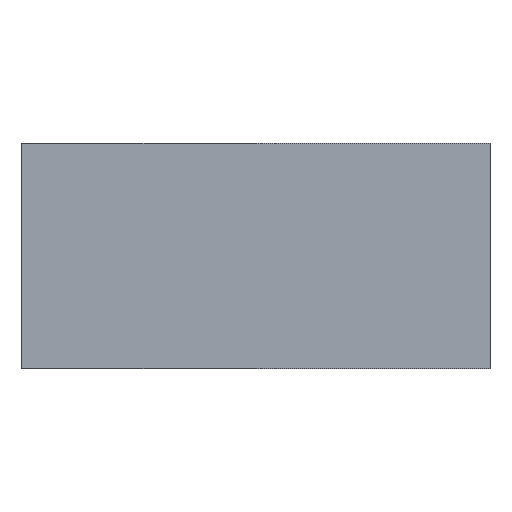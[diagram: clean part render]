
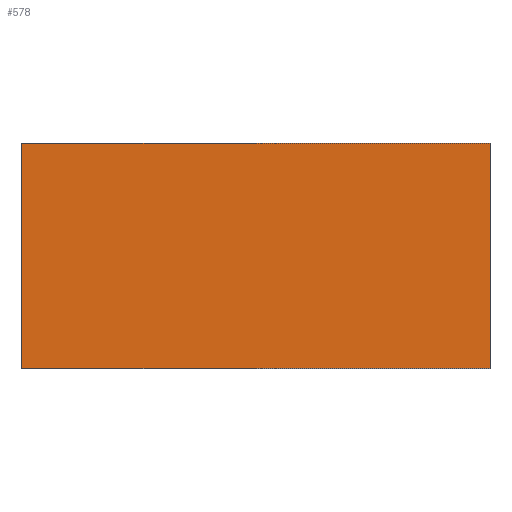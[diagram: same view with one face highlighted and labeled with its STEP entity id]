
A CAD part, top view. The second image highlights one B-rep face of the part: STEP entity #578.
In plain terms, the highlighted planar face has unit normal (0, 0, 1).
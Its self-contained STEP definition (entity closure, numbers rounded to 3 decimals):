
#85=DIRECTION('',(0.,-1.,0.));
#86=VECTOR('',#85,24.);
#87=CARTESIAN_POINT('',(-25.,12.,12.5));
#88=LINE('',#87,#86);
#124=DIRECTION('',(-1.,0.,0.));
#125=VECTOR('',#124,50.);
#126=CARTESIAN_POINT('',(25.,-12.,12.5));
#127=LINE('',#126,#125);
#131=DIRECTION('',(0.,-1.,0.));
#132=VECTOR('',#131,24.);
#133=CARTESIAN_POINT('',(25.,12.,12.5));
#134=LINE('',#133,#132);
#159=DIRECTION('',(-1.,0.,0.));
#160=VECTOR('',#159,50.);
#161=CARTESIAN_POINT('',(25.,12.,12.5));
#162=LINE('',#161,#160);
#408=CARTESIAN_POINT('',(-25.,-12.,12.5));
#410=VERTEX_POINT('',#408);
#412=CARTESIAN_POINT('',(25.,-12.,12.5));
#413=VERTEX_POINT('',#412);
#416=CARTESIAN_POINT('',(-25.,12.,12.5));
#418=VERTEX_POINT('',#416);
#422=CARTESIAN_POINT('',(25.,12.,12.5));
#423=VERTEX_POINT('',#422);
#565=CARTESIAN_POINT('',(-25.,-12.,12.5));
#566=DIRECTION('',(0.,0.,1.));
#567=DIRECTION('',(1.,0.,0.));
#568=AXIS2_PLACEMENT_3D('',#565,#566,#567);
#569=PLANE('',#568);
#570=ORIENTED_EDGE('',*,*,#556,.T.);
#571=ORIENTED_EDGE('',*,*,#535,.F.);
#573=ORIENTED_EDGE('',*,*,#572,.F.);
#575=ORIENTED_EDGE('',*,*,#574,.T.);
#576=EDGE_LOOP('',(#570,#571,#573,#575));
#577=FACE_OUTER_BOUND('',#576,.F.);
#578=ADVANCED_FACE('',(#577),#569,.T.);
#535=EDGE_CURVE('',#418,#410,#88,.T.);
#556=EDGE_CURVE('',#413,#410,#127,.T.);
#572=EDGE_CURVE('',#423,#418,#162,.T.);
#574=EDGE_CURVE('',#423,#413,#134,.T.);
